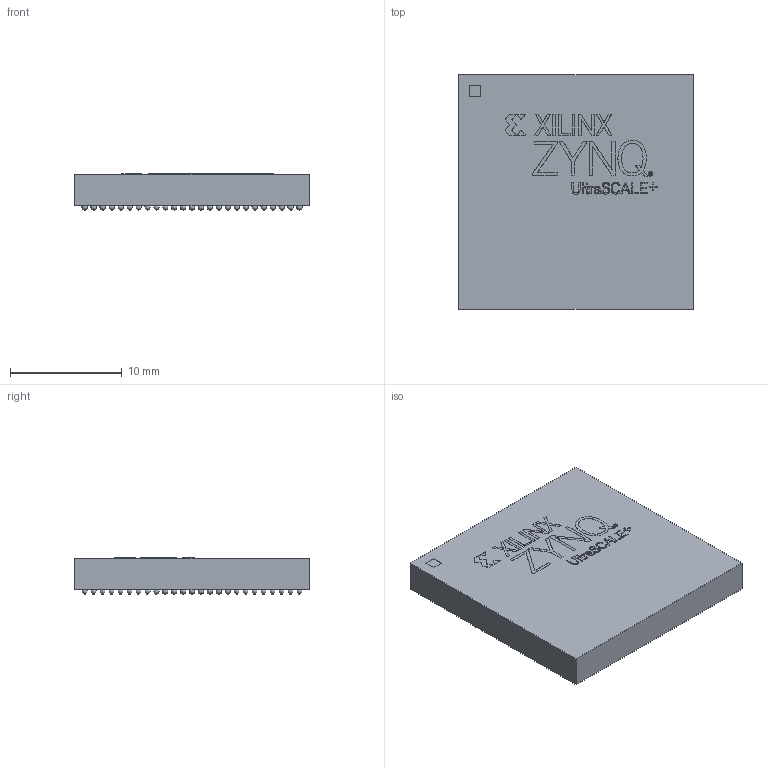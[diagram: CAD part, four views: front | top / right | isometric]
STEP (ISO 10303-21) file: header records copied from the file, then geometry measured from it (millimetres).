
FILE_DESCRIPTION(('FreeCAD Model'),'2;1');
FILE_NAME('Open CASCADE Shape Model','2021-09-13T13:50:50',(''),(''), 'Open CASCADE STEP processor 7.5','FreeCAD','Unknown');
FILE_SCHEMA(('AUTOMOTIVE_DESIGN { 1 0 10303 214 1 1 1 1 }'));
Length unit declared in the file: millimetre
Products named in the file (5): Unnamed; rotulo; BOLAS; cuadrado_concuadrado; punto
Assembly tree (4 placements, depth 2):
  Unnamed
    rotulo
    BOLAS
    cuadrado_concuadrado
    punto
Bounding box: 21 x 21 x 3.24 mm (x, y, z)
Surface area: 3359.6 mm2
Topology: 28 solids, 28 shells, 1245 faces, 3562 edges, 2374 vertices
Faces by surface type: sphere 625, extrusion 545, plane 75
Entity records: 39515 total; most frequent: CARTESIAN_POINT 10102, ORIENTED_EDGE 5866, DIRECTION 5044, EDGE_CURVE 2933, VERTEX_POINT 2372, AXIS2_PLACEMENT_3D 1953, FACE_BOUND 1879, EDGE_LOOP 1879
